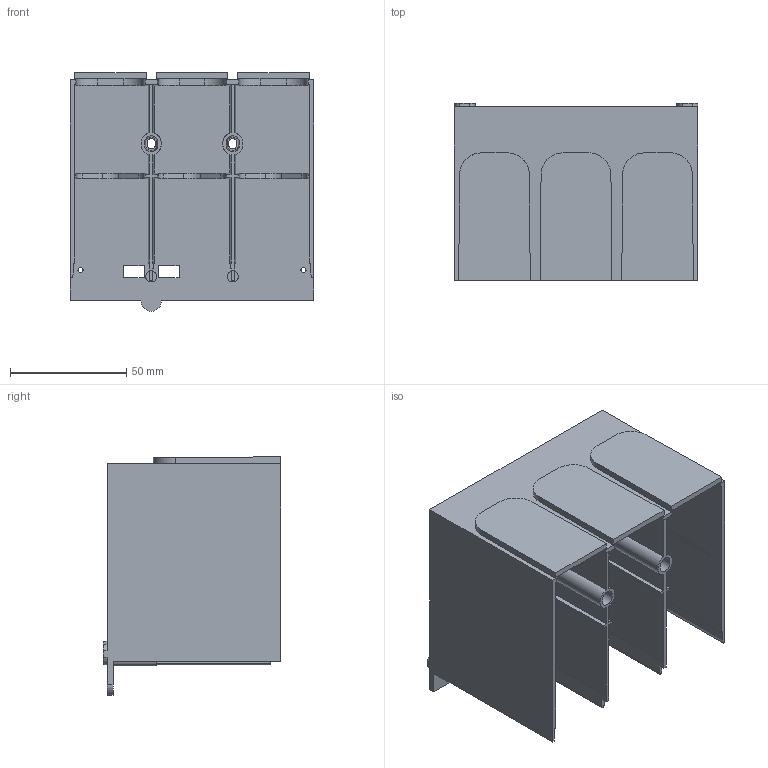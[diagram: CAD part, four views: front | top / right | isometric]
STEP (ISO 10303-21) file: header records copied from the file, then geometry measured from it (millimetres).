
FILE_DESCRIPTION((''),'2;1');
FILE_NAME('GV7AC01','2018-08-03T',('SESA468396'),('Schneider-Electric'),'PRO/ENGINEER BY PARAMETRIC TECHNOLOGY CORPORATION, 2015440','PRO/ENGINEER BY PARAMETRIC TECHNOLOGY CORPORATION, 2015440','');
FILE_SCHEMA(('CONFIG_CONTROL_DESIGN'));
Length unit declared in the file: millimetre
Products named in the file (1): GV7AC01
Bounding box: 104.7 x 76.2 x 102.37 mm (x, y, z)
Volume: 95686.5 mm3; surface area: 93113.6 mm2
Topology: 1 solids, 1 shells, 219 faces, 612 edges, 404 vertices
Faces by surface type: plane 151, cylinder 64, cone 4
Entity records: 7127 total; most frequent: CARTESIAN_POINT 1404, ORIENTED_EDGE 1224, DIRECTION 1114, EDGE_CURVE 612, VECTOR 472, LINE 472, VERTEX_POINT 404, AXIS2_PLACEMENT_3D 321
